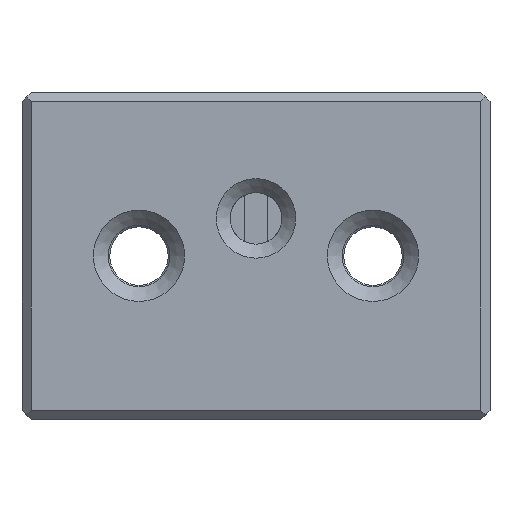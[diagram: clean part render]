
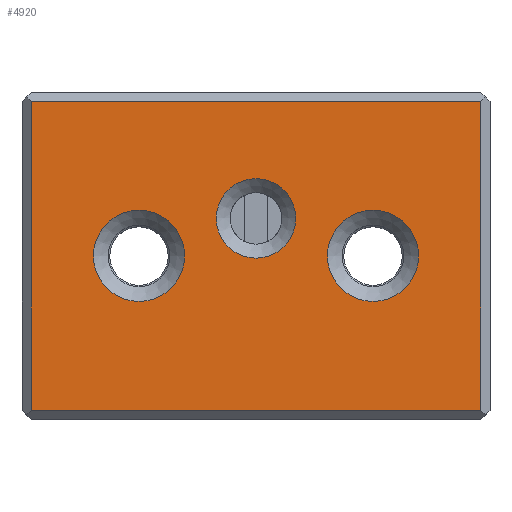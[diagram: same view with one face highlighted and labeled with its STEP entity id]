
A CAD part, top view. The second image highlights one B-rep face of the part: STEP entity #4920.
In plain terms, the highlighted planar face has unit normal (0, 0, 1).
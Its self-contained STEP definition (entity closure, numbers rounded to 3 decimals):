
#4869=CIRCLE('',#16775,0.85);
#4870=CIRCLE('',#16776,0.975);
#4871=CIRCLE('',#16777,0.975);
#4920=ADVANCED_FACE('',(#6499,#6500,#6501,#6502),#5608,.T.);
#5608=PLANE('',#16778);
#6499=FACE_BOUND('',#6650,.T.);
#6500=FACE_BOUND('',#6651,.T.);
#6501=FACE_BOUND('',#6652,.T.);
#6502=FACE_BOUND('',#6653,.T.);
#6650=EDGE_LOOP('',(#7897));
#6651=EDGE_LOOP('',(#7898));
#6652=EDGE_LOOP('',(#7899));
#6653=EDGE_LOOP('',(#7900,#7901,#7902,#7903));
#7897=ORIENTED_EDGE('',*,*,#12697,.T.);
#7898=ORIENTED_EDGE('',*,*,#12698,.T.);
#7899=ORIENTED_EDGE('',*,*,#12699,.T.);
#7900=ORIENTED_EDGE('',*,*,#12700,.T.);
#7901=ORIENTED_EDGE('',*,*,#12701,.T.);
#7902=ORIENTED_EDGE('',*,*,#12702,.T.);
#7903=ORIENTED_EDGE('',*,*,#12703,.T.);
#11481=VERTEX_POINT('',#21311);
#11482=VERTEX_POINT('',#21313);
#11483=VERTEX_POINT('',#21315);
#11484=VERTEX_POINT('',#21317);
#11485=VERTEX_POINT('',#21318);
#11486=VERTEX_POINT('',#21320);
#11487=VERTEX_POINT('',#21322);
#12697=EDGE_CURVE('',#11481,#11481,#4869,.T.);
#12698=EDGE_CURVE('',#11482,#11482,#4870,.T.);
#12699=EDGE_CURVE('',#11483,#11483,#4871,.T.);
#12700=EDGE_CURVE('',#11484,#11485,#14341,.T.);
#12701=EDGE_CURVE('',#11485,#11486,#14342,.T.);
#12702=EDGE_CURVE('',#11486,#11487,#14343,.T.);
#12703=EDGE_CURVE('',#11487,#11484,#14344,.T.);
#14341=LINE('',#21316,#15729);
#14342=LINE('',#21319,#15730);
#14343=LINE('',#21321,#15731);
#14344=LINE('',#21323,#15732);
#15729=VECTOR('',#17708,1.);
#15730=VECTOR('',#17709,1.);
#15731=VECTOR('',#17710,1.);
#15732=VECTOR('',#17711,1.);
#16775=AXIS2_PLACEMENT_3D('',#21310,#17702,#17703);
#16776=AXIS2_PLACEMENT_3D('',#21312,#17704,#17705);
#16777=AXIS2_PLACEMENT_3D('',#21314,#17706,#17707);
#16778=AXIS2_PLACEMENT_3D('',#21324,#17712,#17713);
#17702=DIRECTION('',(0.,0.,-1.));
#17703=DIRECTION('',(-1.,0.,0.));
#17704=DIRECTION('',(0.,0.,-1.));
#17705=DIRECTION('',(-1.,0.,0.));
#17706=DIRECTION('',(0.,0.,-1.));
#17707=DIRECTION('',(-1.,0.,0.));
#17708=DIRECTION('',(-1.,0.,0.));
#17709=DIRECTION('',(0.,-1.,0.));
#17710=DIRECTION('',(1.,0.,0.));
#17711=DIRECTION('',(0.,1.,0.));
#17712=DIRECTION('',(0.,0.,1.));
#17713=DIRECTION('',(-1.,0.,0.));
#21310=CARTESIAN_POINT('',(5.,2.8,4.));
#21311=CARTESIAN_POINT('',(4.15,2.8,4.));
#21312=CARTESIAN_POINT('',(7.5,2.,4.));
#21313=CARTESIAN_POINT('',(6.525,2.,4.));
#21314=CARTESIAN_POINT('',(2.5,2.,4.));
#21315=CARTESIAN_POINT('',(1.525,2.,4.));
#21316=CARTESIAN_POINT('',(5.,5.3,4.));
#21317=CARTESIAN_POINT('',(9.8,5.3,4.));
#21318=CARTESIAN_POINT('',(0.2,5.3,4.));
#21319=CARTESIAN_POINT('',(0.2,2.,4.));
#21320=CARTESIAN_POINT('',(0.2,-1.3,4.));
#21321=CARTESIAN_POINT('',(5.,-1.3,4.));
#21322=CARTESIAN_POINT('',(9.8,-1.3,4.));
#21323=CARTESIAN_POINT('',(9.8,2.,4.));
#21324=CARTESIAN_POINT('',(5.,2.,4.));
